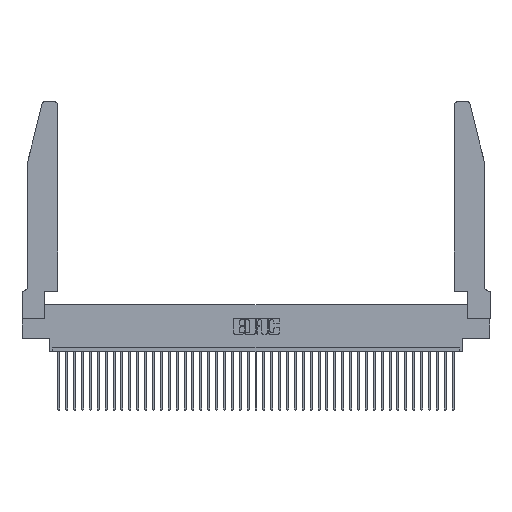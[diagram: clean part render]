
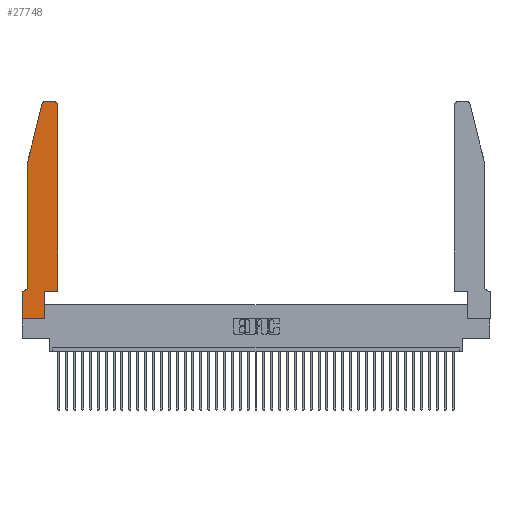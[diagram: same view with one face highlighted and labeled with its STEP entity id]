
A CAD part, top view. The second image highlights one B-rep face of the part: STEP entity #27748.
In plain terms, the highlighted planar face has unit normal (0, 0, 1).
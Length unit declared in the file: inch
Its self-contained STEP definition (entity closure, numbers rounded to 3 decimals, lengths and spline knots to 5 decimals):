
#176 = CARTESIAN_POINT ( 'NONE',  ( 0., 0., 0.37 ) ) ;
#2066 = DIRECTION ( 'NONE',  ( -1., 0., 0. ) ) ;
#3374 = CARTESIAN_POINT ( 'NONE',  ( 0.4205, 2.72, 0.37 ) ) ;
#3852 = VECTOR ( 'NONE', #19863, 39.37008 ) ;
#4262 = CARTESIAN_POINT ( 'NONE',  ( 0., 0.35, 0.37 ) ) ;
#4696 = EDGE_CURVE ( 'NONE', #19621, #9773, #22746, .T. ) ;
#4712 = CARTESIAN_POINT ( 'NONE',  ( 0., 0., 0.37 ) ) ;
#5397 = EDGE_CURVE ( 'NONE', #21667, #20634, #35920, .T. ) ;
#5838 = LINE ( 'NONE', #4712, #33234 ) ;
#6415 = CARTESIAN_POINT ( 'NONE',  ( 0.4505, 0.35, 0.37 ) ) ;
#7369 = DIRECTION ( 'NONE',  ( -1., 0., 0. ) ) ;
#8028 = AXIS2_PLACEMENT_3D ( 'NONE', #9951, #10084, #36038 ) ;
#8679 = CARTESIAN_POINT ( 'NONE',  ( 0.4505, 0.35, 0.37 ) ) ;
#9435 = VECTOR ( 'NONE', #32375, 39.37008 ) ;
#9517 = VERTEX_POINT ( 'NONE', #8679 ) ;
#9773 = VERTEX_POINT ( 'NONE', #29417 ) ;
#9951 = CARTESIAN_POINT ( 'NONE',  ( 0.284, 2.72, 0.37 ) ) ;
#10084 = DIRECTION ( 'NONE',  ( 0., 0., 1. ) ) ;
#10614 = CIRCLE ( 'NONE', #8028, 0.03 ) ;
#10627 = DIRECTION ( 'NONE',  ( 1., 0., 0. ) ) ;
#10927 = VECTOR ( 'NONE', #15913, 39.37008 ) ;
#11138 = ORIENTED_EDGE ( 'NONE', *, *, #19438, .T. ) ;
#11430 = VECTOR ( 'NONE', #10627, 39.37008 ) ;
#12837 = CARTESIAN_POINT ( 'NONE',  ( 0.0055, 0.35, 0.37 ) ) ;
#12873 = FACE_OUTER_BOUND ( 'NONE', #29488, .T. ) ;
#13152 = DIRECTION ( 'NONE',  ( 0., 0., 1. ) ) ;
#13286 = DIRECTION ( 'NONE',  ( 1., 0., 0. ) ) ;
#13344 = ORIENTED_EDGE ( 'NONE', *, *, #5397, .T. ) ;
#13639 = CARTESIAN_POINT ( 'NONE',  ( 0.0755, 2., 0.37 ) ) ;
#13750 = DIRECTION ( 'NONE',  ( 1., 0., 0. ) ) ;
#14297 = ORIENTED_EDGE ( 'NONE', *, *, #39501, .T. ) ;
#14841 = VECTOR ( 'NONE', #33076, 39.37008 ) ;
#15230 = CARTESIAN_POINT ( 'NONE',  ( 0.0055, 0.42, 0.37 ) ) ;
#15913 = DIRECTION ( 'NONE',  ( 1., 0., 0. ) ) ;
#16093 = ORIENTED_EDGE ( 'NONE', *, *, #17605, .T. ) ;
#16873 = CARTESIAN_POINT ( 'NONE',  ( 0.0755, 0.35, 0.37 ) ) ;
#17026 = EDGE_CURVE ( 'NONE', #23149, #28243, #37402, .T. ) ;
#17038 = CARTESIAN_POINT ( 'NONE',  ( 0.2605, 2.75, 0.37 ) ) ;
#17248 = VERTEX_POINT ( 'NONE', #34039 ) ;
#17348 = ORIENTED_EDGE ( 'NONE', *, *, #4696, .T. ) ;
#17365 = LINE ( 'NONE', #13639, #14841 ) ;
#17470 = VECTOR ( 'NONE', #7369, 39.37008 ) ;
#17605 = EDGE_CURVE ( 'NONE', #20634, #9517, #37867, .T. ) ;
#17691 = EDGE_CURVE ( 'NONE', #9517, #29822, #30211, .T. ) ;
#17899 = CARTESIAN_POINT ( 'NONE',  ( 0.2865, 0.35, 0.37 ) ) ;
#17984 = EDGE_CURVE ( 'NONE', #28243, #38225, #5838, .T. ) ;
#19438 = EDGE_CURVE ( 'NONE', #35585, #23149, #22505, .T. ) ;
#19621 = VERTEX_POINT ( 'NONE', #36071 ) ;
#19863 = DIRECTION ( 'NONE',  ( -1., 0., 0. ) ) ;
#20634 = VERTEX_POINT ( 'NONE', #17899 ) ;
#20992 = AXIS2_PLACEMENT_3D ( 'NONE', #3374, #13152, #13286 ) ;
#21620 = DIRECTION ( 'NONE',  ( 0., 0., -1. ) ) ;
#21667 = VERTEX_POINT ( 'NONE', #26457 ) ;
#22505 = CIRCLE ( 'NONE', #30219, 0.07 ) ;
#22746 = LINE ( 'NONE', #30866, #40595 ) ;
#22798 = EDGE_CURVE ( 'NONE', #17248, #19621, #10614, .T. ) ;
#23149 = VERTEX_POINT ( 'NONE', #12837 ) ;
#23615 = AXIS2_PLACEMENT_3D ( 'NONE', #4262, #30331, #13750 ) ;
#23978 = ORIENTED_EDGE ( 'NONE', *, *, #22798, .T. ) ;
#24039 = DIRECTION ( 'NONE',  ( -0.239, -0.971, 0. ) ) ;
#25252 = ORIENTED_EDGE ( 'NONE', *, *, #32523, .T. ) ;
#25914 = ORIENTED_EDGE ( 'NONE', *, *, #17984, .T. ) ;
#26457 = CARTESIAN_POINT ( 'NONE',  ( 0.2865, 0., 0.37 ) ) ;
#26586 = CARTESIAN_POINT ( 'NONE',  ( 0.4505, 2.72, 0.37 ) ) ;
#26765 = CARTESIAN_POINT ( 'NONE',  ( 0., 0., 0.37 ) ) ;
#27748 = ADVANCED_FACE ( 'NONE', ( #12873 ), #39596, .T. ) ;
#28127 = LINE ( 'NONE', #17038, #17470 ) ;
#28243 = VERTEX_POINT ( 'NONE', #31739 ) ;
#28789 = VECTOR ( 'NONE', #36684, 39.37008 ) ;
#28931 = CARTESIAN_POINT ( 'NONE',  ( 0.4205, 2.75, 0.37 ) ) ;
#29417 = CARTESIAN_POINT ( 'NONE',  ( 0.0755, 2., 0.37 ) ) ;
#29488 = EDGE_LOOP ( 'NONE', ( #25252, #23978, #17348, #33728, #11138, #33352, #25914, #40678, #13344, #16093, #41073, #14297 ) ) ;
#29822 = VERTEX_POINT ( 'NONE', #26586 ) ;
#30211 = LINE ( 'NONE', #38511, #9435 ) ;
#30219 = AXIS2_PLACEMENT_3D ( 'NONE', #15230, #21620, #2066 ) ;
#30316 = CARTESIAN_POINT ( 'NONE',  ( 0.0755, 0.42, 0.37 ) ) ;
#30331 = DIRECTION ( 'NONE',  ( 0., 0., 1. ) ) ;
#30866 = CARTESIAN_POINT ( 'NONE',  ( 0.0755, 2., 0.37 ) ) ;
#31739 = CARTESIAN_POINT ( 'NONE',  ( 0., 0.35, 0.37 ) ) ;
#31913 = CIRCLE ( 'NONE', #20992, 0.03 ) ;
#32375 = DIRECTION ( 'NONE',  ( 0., 1., 0. ) ) ;
#32523 = EDGE_CURVE ( 'NONE', #36992, #17248, #28127, .T. ) ;
#33076 = DIRECTION ( 'NONE',  ( 0., -1., 0. ) ) ;
#33234 = VECTOR ( 'NONE', #37333, 39.37008 ) ;
#33352 = ORIENTED_EDGE ( 'NONE', *, *, #17026, .T. ) ;
#33728 = ORIENTED_EDGE ( 'NONE', *, *, #37983, .T. ) ;
#34039 = CARTESIAN_POINT ( 'NONE',  ( 0.284, 2.75, 0.37 ) ) ;
#35585 = VERTEX_POINT ( 'NONE', #30316 ) ;
#35920 = LINE ( 'NONE', #35981, #28789 ) ;
#35981 = CARTESIAN_POINT ( 'NONE',  ( 0.2865, 0.35, 0.37 ) ) ;
#36038 = DIRECTION ( 'NONE',  ( 1., 0., 0. ) ) ;
#36071 = CARTESIAN_POINT ( 'NONE',  ( 0.25487, 2.72718, 0.37 ) ) ;
#36684 = DIRECTION ( 'NONE',  ( 0., 1., 0. ) ) ;
#36992 = VERTEX_POINT ( 'NONE', #28931 ) ;
#37333 = DIRECTION ( 'NONE',  ( 0., -1., 0. ) ) ;
#37402 = LINE ( 'NONE', #16873, #3852 ) ;
#37867 = LINE ( 'NONE', #6415, #10927 ) ;
#37983 = EDGE_CURVE ( 'NONE', #9773, #35585, #17365, .T. ) ;
#38225 = VERTEX_POINT ( 'NONE', #176 ) ;
#38511 = CARTESIAN_POINT ( 'NONE',  ( 0.4505, 0.35, 0.37 ) ) ;
#39501 = EDGE_CURVE ( 'NONE', #29822, #36992, #31913, .T. ) ;
#39596 = PLANE ( 'NONE',  #23615 ) ;
#40595 = VECTOR ( 'NONE', #24039, 39.37008 ) ;
#40678 = ORIENTED_EDGE ( 'NONE', *, *, #41884, .T. ) ;
#41073 = ORIENTED_EDGE ( 'NONE', *, *, #17691, .T. ) ;
#41428 = LINE ( 'NONE', #26765, #11430 ) ;
#41884 = EDGE_CURVE ( 'NONE', #38225, #21667, #41428, .T. ) ;
